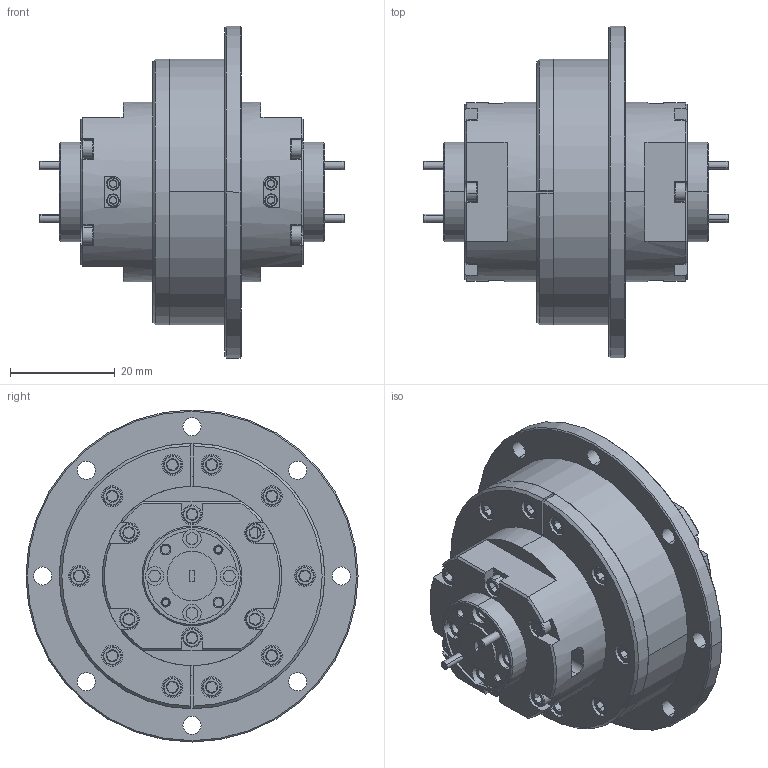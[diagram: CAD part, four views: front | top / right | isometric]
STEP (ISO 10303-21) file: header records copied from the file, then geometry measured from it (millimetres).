
FILE_DESCRIPTION (( 'STEP AP203' ), '1' );
FILE_NAME ('AN-R08I-R08I-A.STEP', '2025-06-03T00:48:24', ( '' ), ( '' ), 'SwSTEP 2.0', 'SolidWorks 2021', '' );
FILE_SCHEMA (( 'CONFIG_CONTROL_DESIGN' ));
Length unit declared in the file: inch
Products named in the file (1): AN-R08I-R08I-A
Bounding box: 58.47 x 63.5 x 63.5 mm (x, y, z)
Volume: 61272 mm3; surface area: 16929.8 mm2
Topology: 5 solids, 6 shells, 1015 faces, 2176 edges, 1275 vertices
Faces by surface type: plane 397, cone 387, cylinder 231
Entity records: 28048 total; most frequent: CARTESIAN_POINT 5846, DIRECTION 4855, ORIENTED_EDGE 4352, EDGE_CURVE 2176, AXIS2_PLACEMENT_3D 1916, VERTEX_POINT 1275, EDGE_LOOP 1153, LINE 1023
